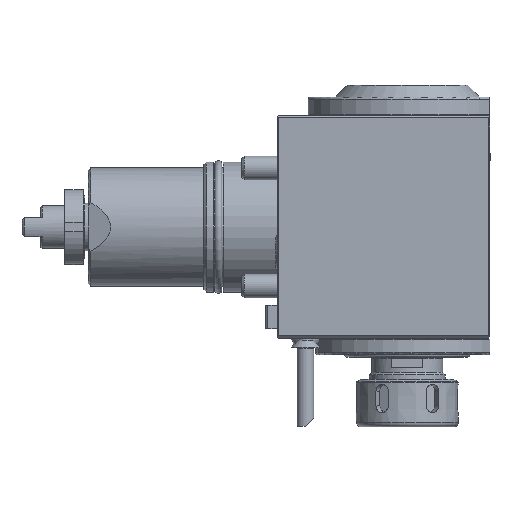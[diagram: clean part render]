
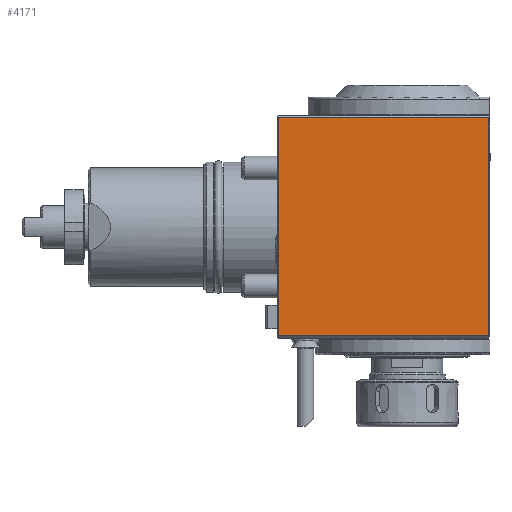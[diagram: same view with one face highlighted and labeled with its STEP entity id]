
A CAD part, front view. The second image highlights one B-rep face of the part: STEP entity #4171.
In plain terms, the highlighted planar face has unit normal (0, -1, 0).
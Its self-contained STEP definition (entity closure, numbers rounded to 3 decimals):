
#182 = CARTESIAN_POINT ( 'NONE',  ( 0.5, -42., 46.5 ) ) ;
#417 = EDGE_CURVE ( 'NONE', #794, #7356, #2787, .T. ) ;
#794 = VERTEX_POINT ( 'NONE', #1497 ) ;
#914 = DIRECTION ( 'NONE',  ( 0., 0., 1. ) ) ;
#1136 = DIRECTION ( 'NONE',  ( 0., 0., -1. ) ) ;
#1159 = DIRECTION ( 'NONE',  ( 1., 0., 0. ) ) ;
#1497 = CARTESIAN_POINT ( 'NONE',  ( 89.5, -42., -46. ) ) ;
#1939 = CARTESIAN_POINT ( 'NONE',  ( 0., -42., -46. ) ) ;
#2226 = CARTESIAN_POINT ( 'NONE',  ( 0., -42., 46.5 ) ) ;
#2250 = EDGE_CURVE ( 'NONE', #6178, #794, #8640, .T. ) ;
#2544 = VECTOR ( 'NONE', #914, 1000. ) ;
#2787 = LINE ( 'NONE', #4531, #2544 ) ;
#3079 = VECTOR ( 'NONE', #1136, 1000. ) ;
#3378 = DIRECTION ( 'NONE',  ( 0., -1., 0. ) ) ;
#3981 = VECTOR ( 'NONE', #1159, 1000. ) ;
#4061 = FACE_OUTER_BOUND ( 'NONE', #6567, .T. ) ;
#4171 = ADVANCED_FACE ( 'NONE', ( #4061 ), #10704, .T. ) ;
#4531 = CARTESIAN_POINT ( 'NONE',  ( 89.5, -42., 46.5 ) ) ;
#5162 = VECTOR ( 'NONE', #8702, 1000. ) ;
#5166 = CARTESIAN_POINT ( 'NONE',  ( 0.5, -42., -46. ) ) ;
#5718 = LINE ( 'NONE', #10376, #3079 ) ;
#5958 = ORIENTED_EDGE ( 'NONE', *, *, #417, .T. ) ;
#5981 = DIRECTION ( 'NONE',  ( 0., 0., -1. ) ) ;
#6158 = CARTESIAN_POINT ( 'NONE',  ( 0., -42., 46.5 ) ) ;
#6178 = VERTEX_POINT ( 'NONE', #5166 ) ;
#6269 = AXIS2_PLACEMENT_3D ( 'NONE', #2226, #3378, #5981 ) ;
#6567 = EDGE_LOOP ( 'NONE', ( #8766, #11029, #6622, #5958 ) ) ;
#6622 = ORIENTED_EDGE ( 'NONE', *, *, #2250, .T. ) ;
#7063 = LINE ( 'NONE', #6158, #5162 ) ;
#7342 = VERTEX_POINT ( 'NONE', #182 ) ;
#7356 = VERTEX_POINT ( 'NONE', #7365 ) ;
#7365 = CARTESIAN_POINT ( 'NONE',  ( 89.5, -42., 46.5 ) ) ;
#8151 = EDGE_CURVE ( 'NONE', #7342, #6178, #5718, .T. ) ;
#8640 = LINE ( 'NONE', #1939, #3981 ) ;
#8702 = DIRECTION ( 'NONE',  ( 1., 0., 0. ) ) ;
#8766 = ORIENTED_EDGE ( 'NONE', *, *, #10018, .F. ) ;
#10018 = EDGE_CURVE ( 'NONE', #7342, #7356, #7063, .T. ) ;
#10376 = CARTESIAN_POINT ( 'NONE',  ( 0.5, -42., -46. ) ) ;
#10704 = PLANE ( 'NONE',  #6269 ) ;
#11029 = ORIENTED_EDGE ( 'NONE', *, *, #8151, .T. ) ;
